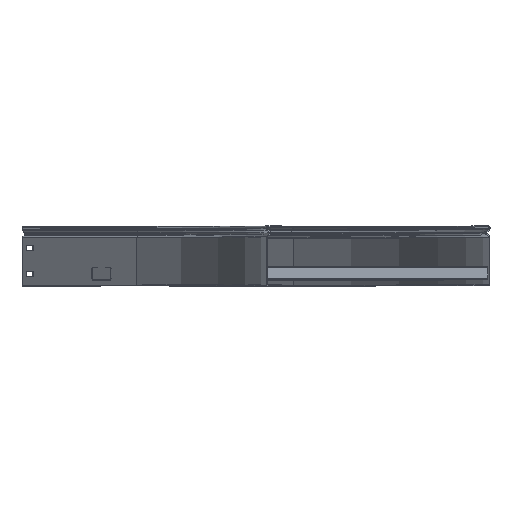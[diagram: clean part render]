
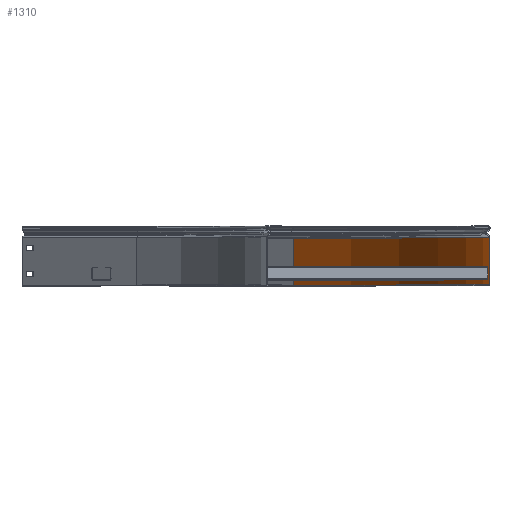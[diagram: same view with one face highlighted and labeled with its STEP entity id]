
A CAD part, top view. The second image highlights one B-rep face of the part: STEP entity #1310.
In plain terms, the highlighted cylindrical face has radius 901 mm (diameter 1802 mm), a partial arc.
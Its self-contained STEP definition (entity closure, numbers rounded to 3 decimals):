
#74 = DIRECTION ( 'NONE',  ( 0., 0., 1. ) ) ;
#367 = ORIENTED_EDGE ( 'NONE', *, *, #1941, .F. ) ;
#686 = CYLINDRICAL_SURFACE ( 'NONE', #4311, 901. ) ;
#739 = DIRECTION ( 'NONE',  ( 0., 1., 0. ) ) ;
#947 = CARTESIAN_POINT ( 'NONE',  ( 901., 64.499, 0. ) ) ;
#1310 = ADVANCED_FACE ( 'NONE', ( #2538 ), #686, .F. ) ;
#1724 = VERTEX_POINT ( 'NONE', #6073 ) ;
#1941 = EDGE_CURVE ( 'NONE', #5082, #1724, #7850, .T. ) ;
#2510 = CARTESIAN_POINT ( 'NONE',  ( 901., 0., 0. ) ) ;
#2538 = FACE_OUTER_BOUND ( 'NONE', #2889, .T. ) ;
#2889 = EDGE_LOOP ( 'NONE', ( #4475, #367, #7117, #4715 ) ) ;
#3031 = LINE ( 'NONE', #2510, #3836 ) ;
#3784 = DIRECTION ( 'NONE',  ( 0., 0., 1. ) ) ;
#3836 = VECTOR ( 'NONE', #6830, 1000. ) ;
#4277 = VERTEX_POINT ( 'NONE', #5927 ) ;
#4311 = AXIS2_PLACEMENT_3D ( 'NONE', #5042, #5123, #4452 ) ;
#4320 = CARTESIAN_POINT ( 'NONE',  ( 637.103, 1.2, -637.103 ) ) ;
#4376 = DIRECTION ( 'NONE',  ( 0., -1., 0. ) ) ;
#4452 = DIRECTION ( 'NONE',  ( 0., 0., 1. ) ) ;
#4475 = ORIENTED_EDGE ( 'NONE', *, *, #5265, .T. ) ;
#4551 = EDGE_CURVE ( 'NONE', #4277, #5485, #3031, .T. ) ;
#4573 = VECTOR ( 'NONE', #5770, 1000. ) ;
#4580 = AXIS2_PLACEMENT_3D ( 'NONE', #6283, #739, #74 ) ;
#4715 = ORIENTED_EDGE ( 'NONE', *, *, #4551, .T. ) ;
#5042 = CARTESIAN_POINT ( 'NONE',  ( 0., 0., 0. ) ) ;
#5082 = VERTEX_POINT ( 'NONE', #4320 ) ;
#5123 = DIRECTION ( 'NONE',  ( 0., 1., 0. ) ) ;
#5265 = EDGE_CURVE ( 'NONE', #5485, #1724, #6780, .T. ) ;
#5343 = CIRCLE ( 'NONE', #6212, 901. ) ;
#5485 = VERTEX_POINT ( 'NONE', #947 ) ;
#5770 = DIRECTION ( 'NONE',  ( 0., 1., 0. ) ) ;
#5927 = CARTESIAN_POINT ( 'NONE',  ( 901., 1.2, 0. ) ) ;
#6073 = CARTESIAN_POINT ( 'NONE',  ( 637.103, 64.499, -637.103 ) ) ;
#6182 = CARTESIAN_POINT ( 'NONE',  ( 0., 1.2, 0. ) ) ;
#6212 = AXIS2_PLACEMENT_3D ( 'NONE', #6182, #4376, #3784 ) ;
#6283 = CARTESIAN_POINT ( 'NONE',  ( 0., 64.499, 0. ) ) ;
#6351 = EDGE_CURVE ( 'NONE', #5082, #4277, #5343, .T. ) ;
#6780 = CIRCLE ( 'NONE', #4580, 901. ) ;
#6830 = DIRECTION ( 'NONE',  ( 0., 1., 0. ) ) ;
#6951 = CARTESIAN_POINT ( 'NONE',  ( 637.103, 2.2, -637.103 ) ) ;
#7117 = ORIENTED_EDGE ( 'NONE', *, *, #6351, .T. ) ;
#7850 = LINE ( 'NONE', #6951, #4573 ) ;
